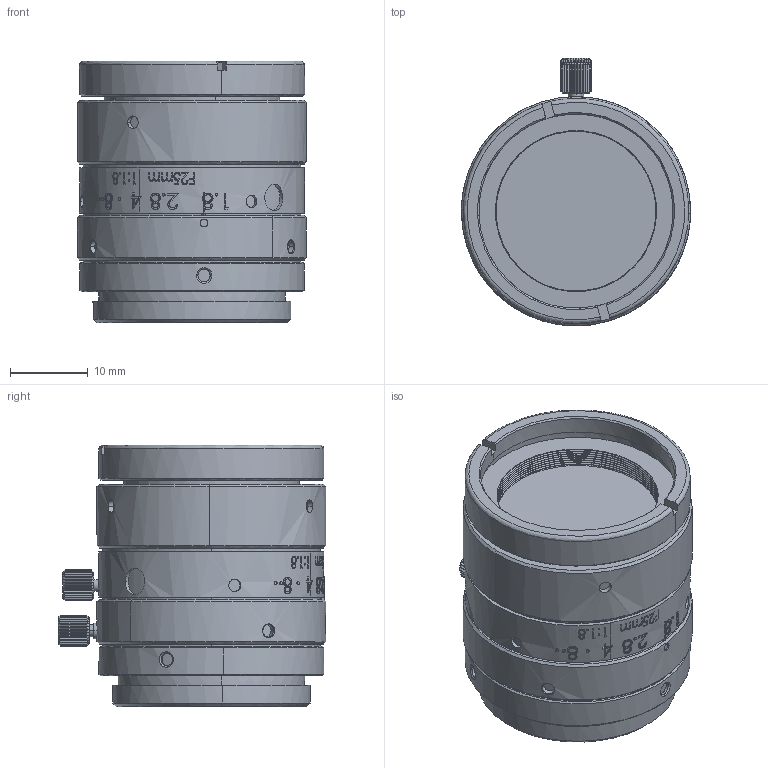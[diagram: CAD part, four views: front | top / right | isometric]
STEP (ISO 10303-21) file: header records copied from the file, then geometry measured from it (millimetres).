
FILE_DESCRIPTION (( 'STEP AP203' ), '1' );
FILE_NAME ('601003.STEP', '2020-12-30T16:54:17', ( '' ), ( '' ), 'SwSTEP 2.0', 'SolidWorks 2019', '' );
FILE_SCHEMA (( 'CONFIG_CONTROL_DESIGN' ));
Length unit declared in the file: millimetre
Products named in the file (1): 601003
Bounding box: 29.5 x 34.5 x 33.72 mm (x, y, z)
Volume: 17731 mm3; surface area: 7359.2 mm2
Topology: 1 solids, 1 shells, 552 faces, 1489 edges, 1002 vertices
Faces by surface type: bspline 552
Entity records: 33312 total; most frequent: CARTESIAN_POINT 24496, ORIENTED_EDGE 2978, EDGE_CURVE 1489, B_SPLINE_CURVE_WITH_KNOTS 1210, VERTEX_POINT 1002, EDGE_LOOP 617, FACE_OUTER_BOUND 552, ADVANCED_FACE 552
